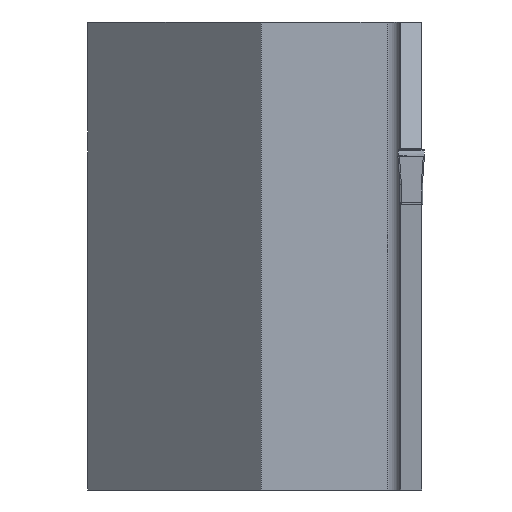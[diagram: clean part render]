
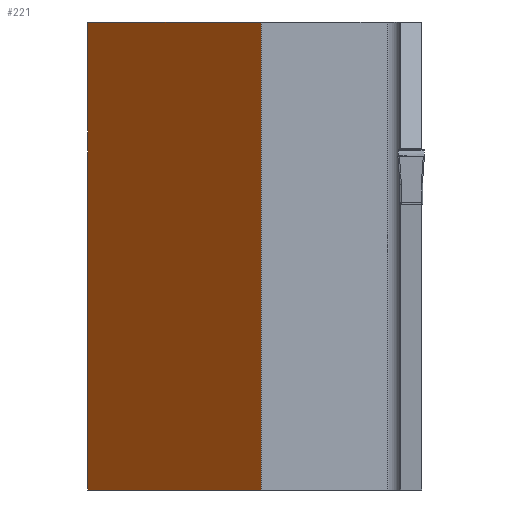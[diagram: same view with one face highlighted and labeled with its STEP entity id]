
A CAD part, left-side view. The second image highlights one B-rep face of the part: STEP entity #221.
In plain terms, the highlighted planar face has unit normal (-0.707, 0.707, 0).
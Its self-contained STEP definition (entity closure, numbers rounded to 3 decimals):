
#221=ADVANCED_FACE('',(#288),#258,.F.);
#258=PLANE('',#920);
#288=FACE_OUTER_BOUND('',#327,.T.);
#327=EDGE_LOOP('',(#441,#442,#443,#444));
#441=ORIENTED_EDGE('',*,*,#680,.F.);
#442=ORIENTED_EDGE('',*,*,#669,.F.);
#443=ORIENTED_EDGE('',*,*,#664,.F.);
#444=ORIENTED_EDGE('',*,*,#661,.F.);
#592=VERTEX_POINT('',#1213);
#594=VERTEX_POINT('',#1216);
#596=VERTEX_POINT('',#1222);
#598=VERTEX_POINT('',#1230);
#661=EDGE_CURVE('',#592,#594,#761,.T.);
#664=EDGE_CURVE('',#594,#596,#764,.T.);
#669=EDGE_CURVE('',#596,#598,#768,.T.);
#680=EDGE_CURVE('',#598,#592,#778,.T.);
#761=LINE('',#1215,#841);
#764=LINE('',#1221,#844);
#768=LINE('',#1229,#848);
#778=LINE('',#1250,#858);
#841=VECTOR('',#994,1.);
#844=VECTOR('',#999,1.);
#848=VECTOR('',#1007,1.);
#858=VECTOR('',#1029,1.);
#920=AXIS2_PLACEMENT_3D('',#1258,#1042,#1043);
#994=DIRECTION('',(0.,0.,-1.));
#999=DIRECTION('',(0.707,0.707,0.));
#1007=DIRECTION('',(0.,0.,1.));
#1029=DIRECTION('',(-0.707,-0.707,0.));
#1042=DIRECTION('',(0.707,-0.707,0.));
#1043=DIRECTION('',(0.707,0.707,0.));
#1213=CARTESIAN_POINT('',(16.,12.,10.));
#1215=CARTESIAN_POINT('',(16.,12.,30.));
#1216=CARTESIAN_POINT('',(16.,12.,-25.));
#1221=CARTESIAN_POINT('',(29.,25.,-25.));
#1222=CARTESIAN_POINT('',(29.,25.,-25.));
#1229=CARTESIAN_POINT('',(29.,25.,30.));
#1230=CARTESIAN_POINT('',(29.,25.,10.));
#1250=CARTESIAN_POINT('',(29.,25.,10.));
#1258=CARTESIAN_POINT('',(29.,25.,30.));
